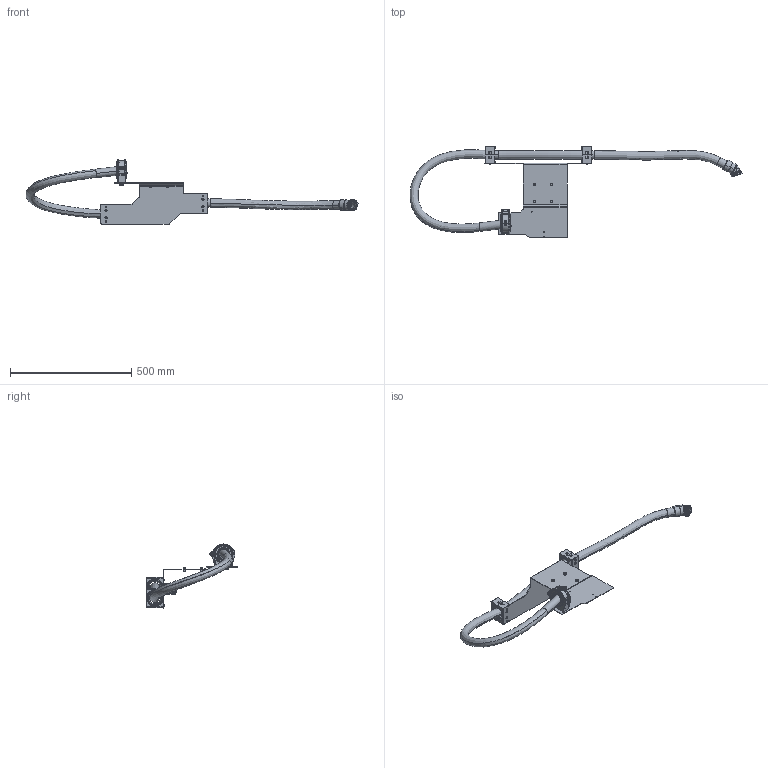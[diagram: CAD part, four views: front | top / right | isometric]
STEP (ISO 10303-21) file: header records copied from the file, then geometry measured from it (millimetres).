
FILE_DESCRIPTION (( 'STEP AP214' ), '1' );
FILE_NAME ('P2215.STEP', '2023-09-26T14:11:56', ( '' ), ( '' ), 'SwSTEP 2.0', 'SolidWorks 2021', '' );
FILE_SCHEMA (( 'AUTOMOTIVE_DESIGN' ));
Length unit declared in the file: millimetre
Products named in the file (1): P2215
Bounding box: 1366.84 x 376.04 x 263.62 mm (x, y, z)
Volume: 1254111.7 mm3; surface area: 784960.4 mm2
Topology: 29 solids, 29 shells, 3063 faces, 7800 edges, 4828 vertices
Faces by surface type: plane 963, bspline 949, cylinder 683, cone 219, torus 153, sphere 96
Entity records: 203483 total; most frequent: CARTESIAN_POINT 102375, ORIENTED_EDGE 15348, DIRECTION 12034, EDGE_CURVE 7674, VERTEX_POINT 4820, AXIS2_PLACEMENT_3D 4502, EDGE_LOOP 3312, UNCERTAINTY_MEASURE_WITH_UNIT 3094
